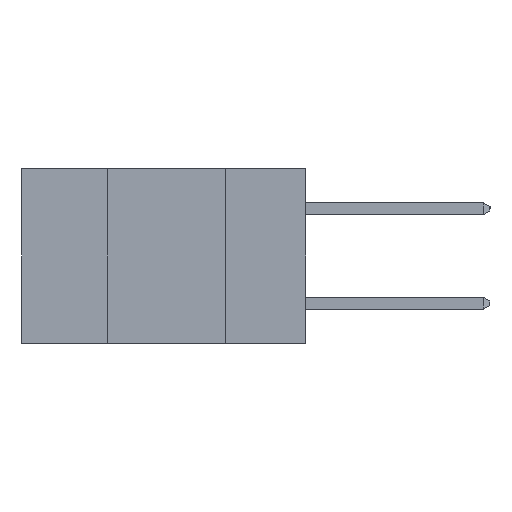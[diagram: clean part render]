
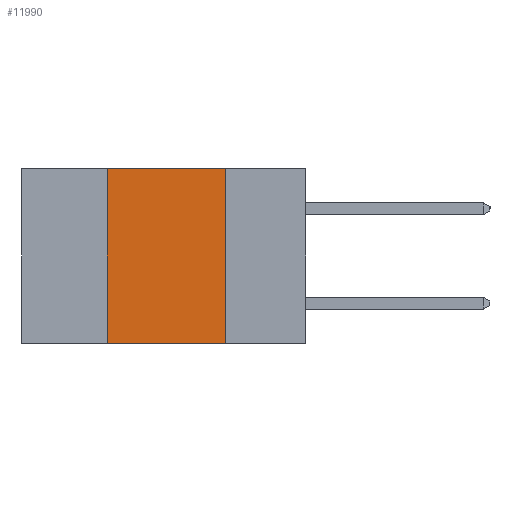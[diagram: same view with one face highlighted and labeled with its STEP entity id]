
A CAD part, left-side view. The second image highlights one B-rep face of the part: STEP entity #11990.
In plain terms, the highlighted planar face has unit normal (-1, 0, 0).
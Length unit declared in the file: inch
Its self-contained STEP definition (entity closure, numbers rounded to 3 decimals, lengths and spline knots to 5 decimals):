
#802 = ORIENTED_EDGE ( 'NONE', *, *, #18318, .T. ) ;
#927 = VERTEX_POINT ( 'NONE', #6173 ) ;
#1836 = VERTEX_POINT ( 'NONE', #17885 ) ;
#2428 = DIRECTION ( 'NONE',  ( 1., 0., 0. ) ) ;
#3865 = AXIS2_PLACEMENT_3D ( 'NONE', #8814, #2428, #7105 ) ;
#3959 = CARTESIAN_POINT ( 'NONE',  ( 0., 0.42, 0. ) ) ;
#4014 = LINE ( 'NONE', #7364, #10779 ) ;
#4067 = EDGE_CURVE ( 'NONE', #1836, #11206, #17847, .T. ) ;
#4356 = PLANE ( 'NONE',  #3865 ) ;
#4573 = EDGE_CURVE ( 'NONE', #15833, #1836, #17993, .T. ) ;
#5669 = FACE_OUTER_BOUND ( 'NONE', #8443, .T. ) ;
#5792 = ORIENTED_EDGE ( 'NONE', *, *, #9815, .F. ) ;
#6173 = CARTESIAN_POINT ( 'NONE',  ( 0., 0.42, -0.37 ) ) ;
#7105 = DIRECTION ( 'NONE',  ( 0., 0., -1. ) ) ;
#7364 = CARTESIAN_POINT ( 'NONE',  ( 0., 0.6, -0.37 ) ) ;
#8443 = EDGE_LOOP ( 'NONE', ( #15831, #10888, #5792, #802 ) ) ;
#8814 = CARTESIAN_POINT ( 'NONE',  ( 0., 0.6, 0. ) ) ;
#9815 = EDGE_CURVE ( 'NONE', #927, #15833, #13220, .T. ) ;
#10179 = CARTESIAN_POINT ( 'NONE',  ( 0., 0.6, 0. ) ) ;
#10779 = VECTOR ( 'NONE', #18097, 39.37008 ) ;
#10888 = ORIENTED_EDGE ( 'NONE', *, *, #4573, .F. ) ;
#11031 = VECTOR ( 'NONE', #14866, 39.37008 ) ;
#11206 = VERTEX_POINT ( 'NONE', #17064 ) ;
#11564 = CARTESIAN_POINT ( 'NONE',  ( 0., 0.17, -0.37 ) ) ;
#11665 = VECTOR ( 'NONE', #12984, 39.37008 ) ;
#11990 = ADVANCED_FACE ( 'NONE', ( #5669 ), #4356, .F. ) ;
#12984 = DIRECTION ( 'NONE',  ( 0., 0., -1. ) ) ;
#12994 = VECTOR ( 'NONE', #14952, 39.37008 ) ;
#13220 = LINE ( 'NONE', #16847, #12994 ) ;
#14866 = DIRECTION ( 'NONE',  ( 0., -1., 0. ) ) ;
#14952 = DIRECTION ( 'NONE',  ( 0., 0., 1. ) ) ;
#15831 = ORIENTED_EDGE ( 'NONE', *, *, #4067, .F. ) ;
#15833 = VERTEX_POINT ( 'NONE', #3959 ) ;
#16847 = CARTESIAN_POINT ( 'NONE',  ( 0., 0.42, -0.37 ) ) ;
#17064 = CARTESIAN_POINT ( 'NONE',  ( 0., 0.17, -0.37 ) ) ;
#17847 = LINE ( 'NONE', #11564, #11665 ) ;
#17885 = CARTESIAN_POINT ( 'NONE',  ( 0., 0.17, 0. ) ) ;
#17993 = LINE ( 'NONE', #10179, #11031 ) ;
#18097 = DIRECTION ( 'NONE',  ( 0., -1., 0. ) ) ;
#18318 = EDGE_CURVE ( 'NONE', #927, #11206, #4014, .T. ) ;
